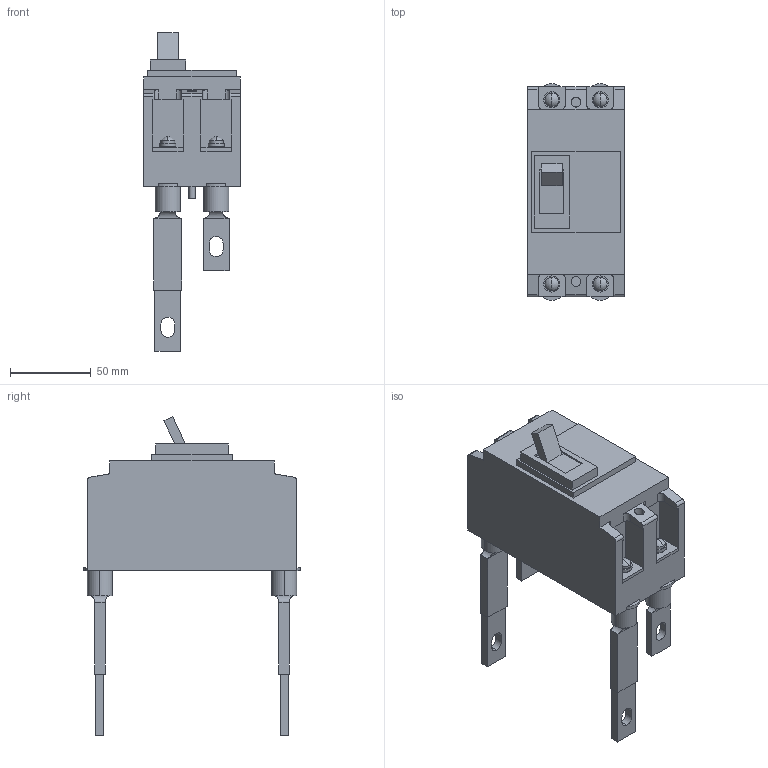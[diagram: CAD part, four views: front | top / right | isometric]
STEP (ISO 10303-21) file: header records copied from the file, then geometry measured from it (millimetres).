
FILE_DESCRIPTION (( 'STEP AP214' ), '1' );
FILE_NAME ('PS125NF2R125.STEP', '2023-03-01T00:41:44', ( 'CAD' ), ( '' ), 'SwSTEP 2.0', 'SolidWorks 2015', '' );
FILE_SCHEMA (( 'AUTOMOTIVE_DESIGN' ));
Length unit declared in the file: millimetre
Products named in the file (1): PS125NF2R125
Bounding box: 60 x 134 x 197.5 mm (x, y, z)
Volume: 526092.7 mm3; surface area: 71941.2 mm2
Topology: 23 solids, 23 shells, 266 faces, 606 edges, 400 vertices
Faces by surface type: plane 164, cylinder 94, sphere 8
Entity records: 8983 total; most frequent: CARTESIAN_POINT 1597, DIRECTION 1272, ORIENTED_EDGE 1212, EDGE_CURVE 606, AXIS2_PLACEMENT_3D 427, VECTOR 418, LINE 418, VERTEX_POINT 400
